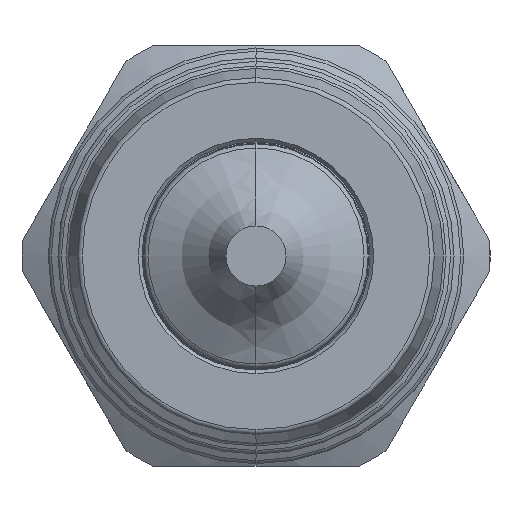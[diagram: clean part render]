
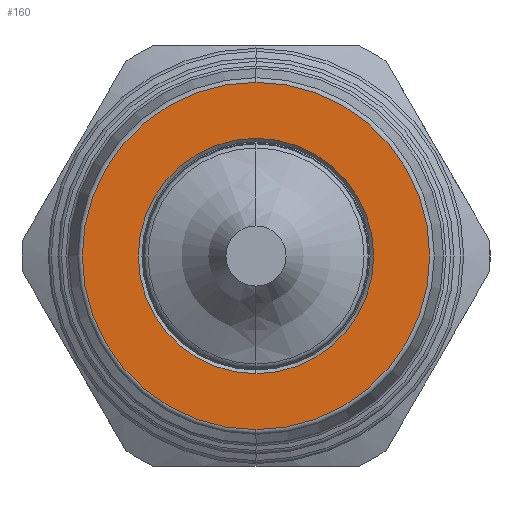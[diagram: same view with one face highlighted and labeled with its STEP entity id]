
A CAD part, left-side view. The second image highlights one B-rep face of the part: STEP entity #160.
In plain terms, the highlighted planar face has unit normal (-1, 0, 0).
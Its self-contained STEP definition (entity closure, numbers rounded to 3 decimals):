
#67 = CIRCLE ( 'NONE', #1367, 14.471 ) ;
#69 = CIRCLE ( 'NONE', #1589, 9.8 ) ;
#160 = ADVANCED_FACE ( 'NONE', ( #383, #382 ), #914, .T. ) ;
#214 = CIRCLE ( 'NONE', #1395, 9.8 ) ;
#215 = CIRCLE ( 'NONE', #1396, 14.471 ) ;
#382 = FACE_BOUND ( 'NONE', #607, .T. ) ;
#383 = FACE_OUTER_BOUND ( 'NONE', #597, .T. ) ;
#524 = ORIENTED_EDGE ( 'NONE', *, *, #1532, .F. ) ;
#597 = EDGE_LOOP ( 'NONE', ( #728, #722 ) ) ;
#607 = EDGE_LOOP ( 'NONE', ( #524, #672 ) ) ;
#672 = ORIENTED_EDGE ( 'NONE', *, *, #1629, .F. ) ;
#722 = ORIENTED_EDGE ( 'NONE', *, *, #1531, .T. ) ;
#728 = ORIENTED_EDGE ( 'NONE', *, *, #1602, .T. ) ;
#854 = VERTEX_POINT ( 'NONE', #1940 ) ;
#855 = VERTEX_POINT ( 'NONE', #1939 ) ;
#856 = VERTEX_POINT ( 'NONE', #1936 ) ;
#914 = PLANE ( 'NONE',  #1471 ) ;
#917 = CARTESIAN_POINT ( 'NONE',  ( -46., -35.429, 0. ) ) ;
#918 = DIRECTION ( 'NONE',  ( -1., 0., 0. ) ) ;
#919 = DIRECTION ( 'NONE',  ( 0., 0., 1. ) ) ;
#1045 = VERTEX_POINT ( 'NONE', #1870 ) ;
#1081 = DIRECTION ( 'NONE',  ( -1., 0., 0. ) ) ;
#1087 = DIRECTION ( 'NONE',  ( -1., 0., 0. ) ) ;
#1088 = CARTESIAN_POINT ( 'NONE',  ( -46., 0., 0. ) ) ;
#1089 = DIRECTION ( 'NONE',  ( 0., 0., 1. ) ) ;
#1090 = DIRECTION ( 'NONE',  ( -1., 0., 0. ) ) ;
#1091 = DIRECTION ( 'NONE',  ( 0., 0., 1. ) ) ;
#1093 = CARTESIAN_POINT ( 'NONE',  ( -46., 0., 0. ) ) ;
#1094 = CARTESIAN_POINT ( 'NONE',  ( -46., 0., 0. ) ) ;
#1095 = DIRECTION ( 'NONE',  ( 0., 0., 1. ) ) ;
#1235 = DIRECTION ( 'NONE',  ( 0., 0., 1. ) ) ;
#1236 = CARTESIAN_POINT ( 'NONE',  ( -46., 0., 0. ) ) ;
#1237 = DIRECTION ( 'NONE',  ( -1., 0., 0. ) ) ;
#1367 = AXIS2_PLACEMENT_3D ( 'NONE', #1093, #1081, #1091 ) ;
#1395 = AXIS2_PLACEMENT_3D ( 'NONE', #1094, #1090, #1095 ) ;
#1396 = AXIS2_PLACEMENT_3D ( 'NONE', #1088, #1087, #1089 ) ;
#1471 = AXIS2_PLACEMENT_3D ( 'NONE', #917, #918, #919 ) ;
#1531 = EDGE_CURVE ( 'NONE', #1045, #856, #215, .T. ) ;
#1532 = EDGE_CURVE ( 'NONE', #854, #855, #214, .T. ) ;
#1589 = AXIS2_PLACEMENT_3D ( 'NONE', #1236, #1237, #1235 ) ;
#1602 = EDGE_CURVE ( 'NONE', #856, #1045, #67, .T. ) ;
#1629 = EDGE_CURVE ( 'NONE', #855, #854, #69, .T. ) ;
#1870 = CARTESIAN_POINT ( 'NONE',  ( -46., 0., -14.471 ) ) ;
#1936 = CARTESIAN_POINT ( 'NONE',  ( -46., 0., 14.471 ) ) ;
#1939 = CARTESIAN_POINT ( 'NONE',  ( -46., 0., -9.8 ) ) ;
#1940 = CARTESIAN_POINT ( 'NONE',  ( -46., 0., 9.8 ) ) ;
